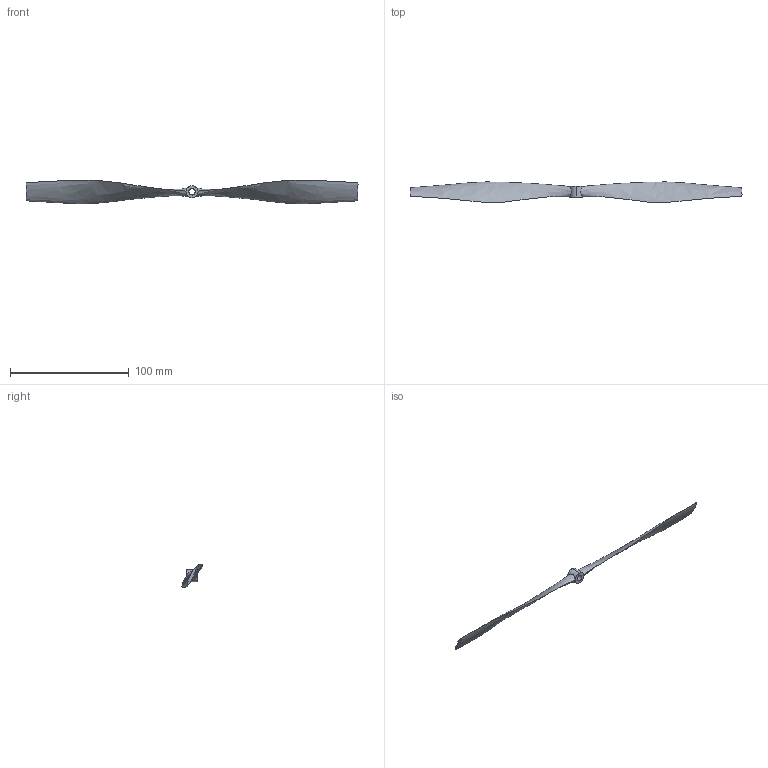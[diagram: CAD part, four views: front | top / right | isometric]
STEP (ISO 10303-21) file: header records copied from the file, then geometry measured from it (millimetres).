
FILE_DESCRIPTION (( 'STEP AP203' ), '1' );
FILE_NAME ('13 INCH PROPELLER_Default_sldprt.STEP', '2025-06-20T20:26:37', ( '' ), ( '' ), 'SwSTEP 2.0', 'SolidWorks 2024', '' );
FILE_SCHEMA (( 'CONFIG_CONTROL_DESIGN' ));
Length unit declared in the file: millimetre
Products named in the file (1): 13 INCH PROPELLER_Default_sldprt
Bounding box: 279.23 x 16.88 x 19.49 mm (x, y, z)
Volume: 13789.5 mm3; surface area: 11267.4 mm2
Topology: 1 solids, 1 shells, 15 faces, 30 edges, 20 vertices
Faces by surface type: cylinder 6, plane 5, bspline 4
Entity records: 1315 total; most frequent: CARTESIAN_POINT 940, ORIENTED_EDGE 60, DIRECTION 54, EDGE_CURVE 30, AXIS2_PLACEMENT_3D 24, VERTEX_POINT 20, EDGE_LOOP 20, ADVANCED_FACE 15
